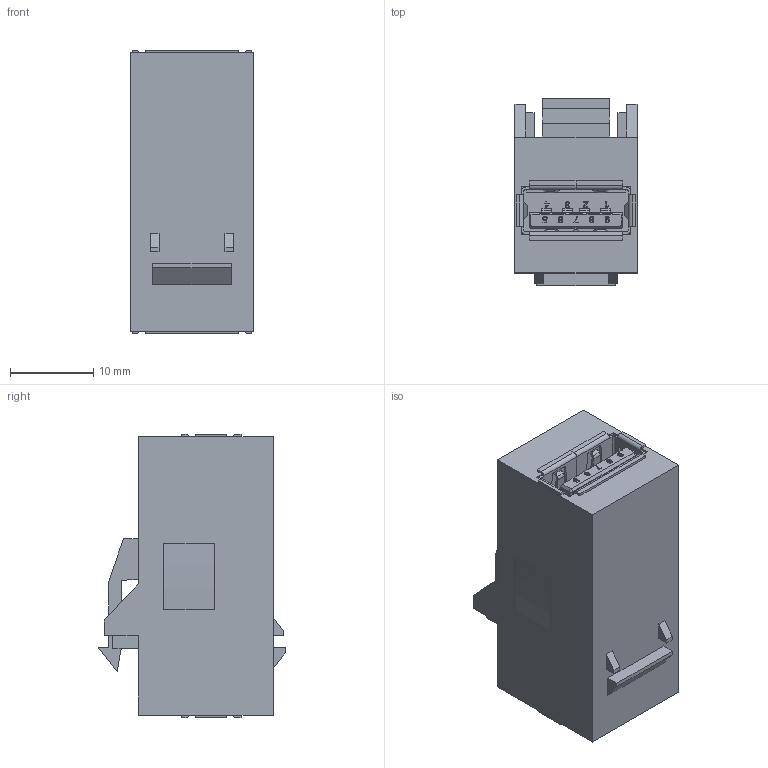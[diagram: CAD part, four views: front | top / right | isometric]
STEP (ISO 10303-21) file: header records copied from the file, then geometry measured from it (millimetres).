
FILE_DESCRIPTION (( 'STEP AP214' ), '1' );
FILE_NAME ('U3C00029_3D.STEP', '2020-06-01T19:26:51', ( '' ), ( '' ), 'SwSTEP 2.0', 'SolidWorks 2018', '' );
FILE_SCHEMA (( 'AUTOMOTIVE_DESIGN' ));
Length unit declared in the file: inch
Products named in the file (3): U3C00029-MA1; U3C00029_3D; 1AA05-054_WITHOUT GAP
Assembly tree (3 placements, depth 2):
  U3C00029_3D
    U3C00029-MA1
    1AA05-054_WITHOUT GAP  x2
Bounding box: 14.83 x 22.55 x 34 mm (x, y, z)
Volume: 7516.8 mm3; surface area: 8169.8 mm2
Topology: 3 solids, 3 shells, 1730 faces, 4729 edges, 3098 vertices
Faces by surface type: plane 1062, cylinder 316, bspline 304, torus 44, cone 4
Entity records: 41800 total; most frequent: CARTESIAN_POINT 17083, ORIENTED_EDGE 5126, DIRECTION 3882, EDGE_CURVE 2563, VECTOR 1826, LINE 1826, VERTEX_POINT 1681, AXIS2_PLACEMENT_3D 1028
